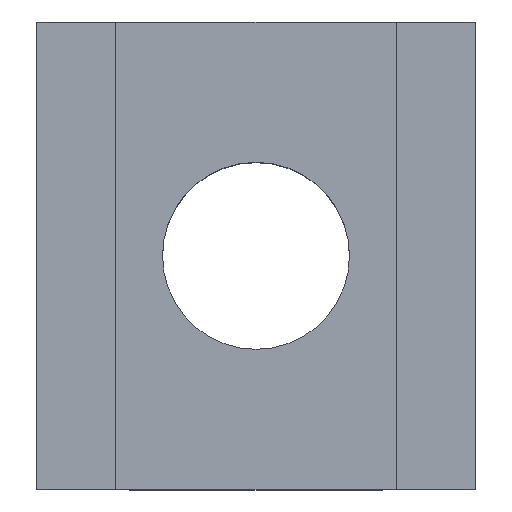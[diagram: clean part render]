
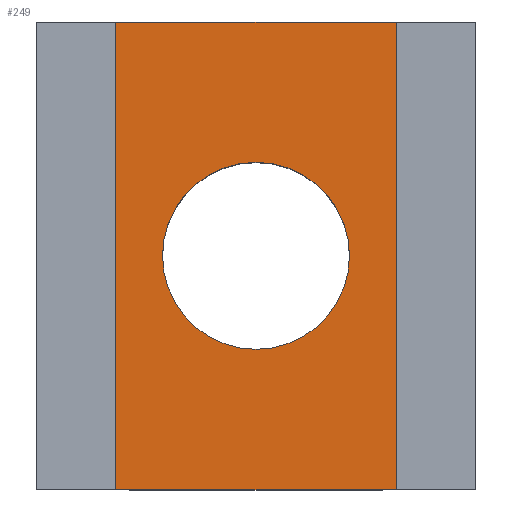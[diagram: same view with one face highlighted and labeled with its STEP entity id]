
A CAD part, top view. The second image highlights one B-rep face of the part: STEP entity #249.
In plain terms, the highlighted planar face has unit normal (0, 0, 1).
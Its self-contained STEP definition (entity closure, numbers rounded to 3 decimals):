
#21=CIRCLE('',#276,2.);
#51=ORIENTED_EDGE('',*,*,#90,.T.);
#52=ORIENTED_EDGE('',*,*,#109,.F.);
#53=ORIENTED_EDGE('',*,*,#104,.F.);
#54=ORIENTED_EDGE('',*,*,#110,.T.);
#55=ORIENTED_EDGE('',*,*,#111,.F.);
#90=EDGE_CURVE('',#123,#122,#144,.T.);
#104=EDGE_CURVE('',#136,#137,#158,.T.);
#109=EDGE_CURVE('',#137,#122,#163,.T.);
#110=EDGE_CURVE('',#136,#123,#164,.T.);
#111=EDGE_CURVE('',#139,#139,#21,.F.);
#122=VERTEX_POINT('',#356);
#123=VERTEX_POINT('',#358);
#136=VERTEX_POINT('',#385);
#137=VERTEX_POINT('',#387);
#139=VERTEX_POINT('',#399);
#144=LINE('',#357,#174);
#158=LINE('',#386,#188);
#163=LINE('',#395,#193);
#164=LINE('',#397,#194);
#174=VECTOR('',#293,1000.);
#188=VECTOR('',#309,1000.);
#193=VECTOR('',#318,1000.);
#194=VECTOR('',#321,1000.);
#205=EDGE_LOOP('',(#51,#52,#53,#54));
#206=EDGE_LOOP('',(#55));
#221=FACE_BOUND('',#205,.T.);
#222=FACE_BOUND('',#206,.T.);
#237=PLANE('',#275);
#249=ADVANCED_FACE('',(#221,#222),#237,.F.);
#275=AXIS2_PLACEMENT_3D('',#396,#319,#320);
#276=AXIS2_PLACEMENT_3D('',#398,#322,#323);
#293=DIRECTION('',(-1.,0.,0.));
#309=DIRECTION('',(-1.,0.,0.));
#318=DIRECTION('',(0.,1.,0.));
#319=DIRECTION('',(0.,0.,-1.));
#320=DIRECTION('',(0.,1.,0.));
#321=DIRECTION('',(0.,1.,0.));
#322=DIRECTION('',(0.,0.,-1.));
#323=DIRECTION('',(0.,1.,0.));
#356=CARTESIAN_POINT('',(1.7,10.,11.875));
#357=CARTESIAN_POINT('',(1.7,10.,11.875));
#358=CARTESIAN_POINT('',(7.7,10.,11.875));
#385=CARTESIAN_POINT('',(7.7,0.,11.875));
#386=CARTESIAN_POINT('',(1.7,0.,11.875));
#387=CARTESIAN_POINT('',(1.7,0.,11.875));
#395=CARTESIAN_POINT('',(1.7,0.,11.875));
#396=CARTESIAN_POINT('',(1.7,0.,11.875));
#397=CARTESIAN_POINT('',(7.7,0.,11.875));
#398=CARTESIAN_POINT('',(4.7,5.,11.875));
#399=CARTESIAN_POINT('',(4.7,7.,11.875));
